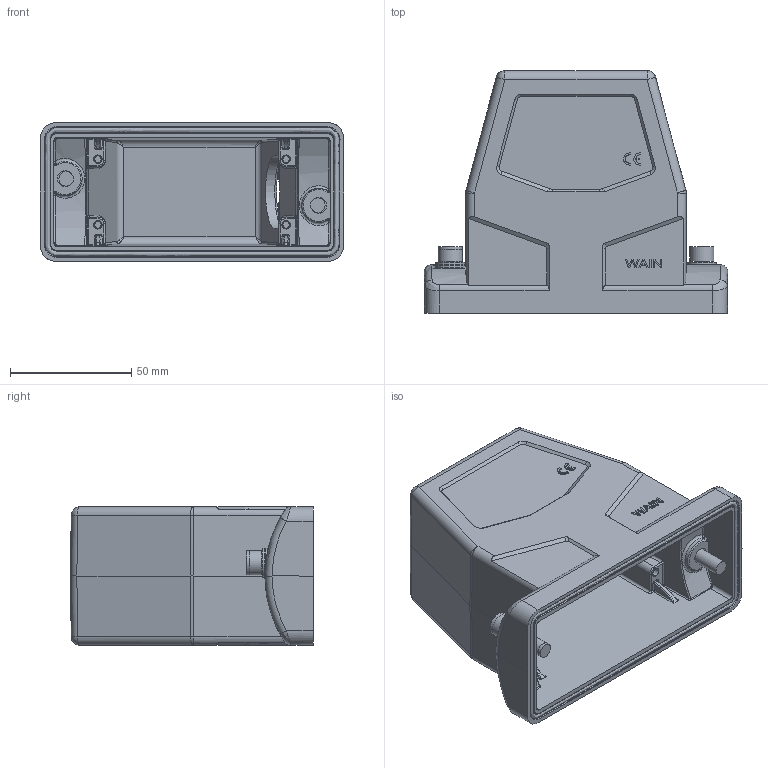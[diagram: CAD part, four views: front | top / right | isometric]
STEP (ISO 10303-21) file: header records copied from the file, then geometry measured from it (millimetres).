
FILE_DESCRIPTION(/* description */ (''),/* implementation_level */ '2;1');
FILE_NAME(/* name */ '3D_1140165205005_HC16B-SEH-2S-M40_V1.1.stp',/* time_stamp */ '2024-01-31T14:03:34+08:00',/* author */ (''),/* organization */ (''),/* preprocessor_version */ 'ST-DEVELOPER v18.1',/* originating_system */ 'SIEMENS PLM Software NX 1980',/* authorisation */ '');
FILE_SCHEMA (('AUTOMOTIVE_DESIGN { 1 0 10303 214 3 1 1 1 }'));
Length unit declared in the file: millimetre
Products named in the file (1): BHC16B-BEH-2S
Bounding box: 125 x 100 x 57 mm (x, y, z)
Volume: 166925.3 mm3; surface area: 70815 mm2
Topology: 5 solids, 5 shells, 591 faces, 1445 edges, 875 vertices
Faces by surface type: plane 236, cylinder 204, torus 60, bspline 55, sphere 24, cone 12
Full cylindrical faces by diameter (mm): 6 x6, 10 x3, 12 x3, 30.5 x1
Entity records: 23185 total; most frequent: CARTESIAN_POINT 10383, ORIENTED_EDGE 2806, DIRECTION 2331, EDGE_CURVE 1403, VERTEX_POINT 874, AXIS2_PLACEMENT_3D 841, LINE 649, VECTOR 649
